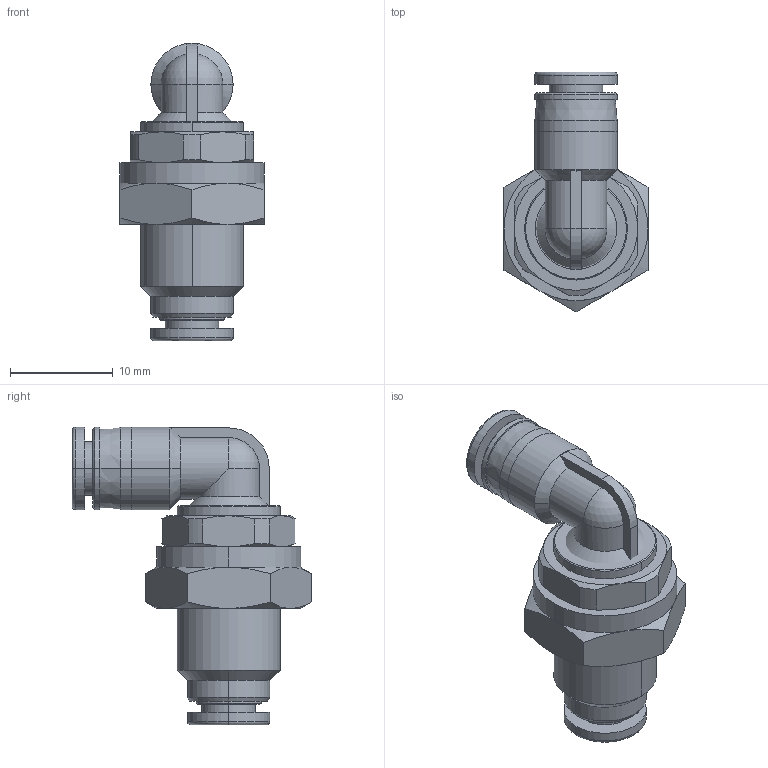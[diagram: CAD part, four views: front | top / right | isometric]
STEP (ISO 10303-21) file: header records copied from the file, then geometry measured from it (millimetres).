
FILE_DESCRIPTION((''),'2;1');
FILE_NAME('PLM C04-mdt.stp','2017-07-24T14:50:05',(''),(''),'Mechanical Desktop 2009','Mechanical Desktop 2009',', , ');
FILE_SCHEMA(('CONFIG_CONTROL_DESIGN'));
Length unit declared in the file: millimetre
Products named in the file (16): PLM C04-MDT; PART1; ~PART1; ~~PART1; ~~~PART1; ~~~~PART1; ~~~~~PART1; ~~~~~~PART1; A$C406709B4; A$C1F66410B; A$C206A377E; A$C518718CA; A$C3ABD1534; A$C6398766C; A$C526B4146; A$C085561A8
Assembly tree (16 placements, depth 2):
  PLM C04-MDT
    PART1
    ~PART1
    ~~PART1
    ~~~PART1
    ~~~~PART1
    ~~~~~PART1  x2
    ~~~~~~PART1
    A$C406709B4
    A$C1F66410B
    A$C206A377E
    A$C518718CA
    A$C3ABD1534
    A$C6398766C
    A$C526B4146
    A$C085561A8
Bounding box: 14 x 23.28 x 28.9 mm (x, y, z)
Volume: 3051.9 mm3; surface area: 3285.4 mm2
Topology: 8 solids, 9 shells, 195 faces, 411 edges, 242 vertices
Faces by surface type: cylinder 67, plane 57, cone 56, torus 12, sphere 2, bspline 1
Entity records: 5030 total; most frequent: CARTESIAN_POINT 927, DIRECTION 901, ORIENTED_EDGE 746, AXIS2_PLACEMENT_3D 385, EDGE_CURVE 373, VERTEX_POINT 220, EDGE_LOOP 195, CIRCLE 190
